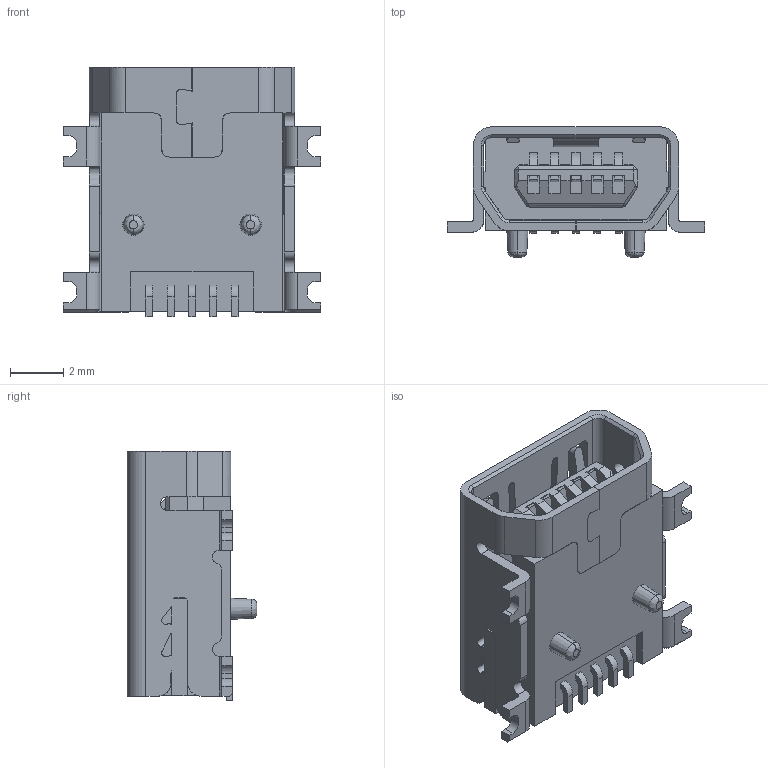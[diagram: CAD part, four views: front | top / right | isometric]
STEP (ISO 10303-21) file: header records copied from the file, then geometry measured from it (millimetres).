
FILE_DESCRIPTION (( 'STEP AP214' ), '1' );
FILE_NAME ('CUI_UJ2-MABH-4-SMT.step', '2018-11-20T20:57:21', ( '' ), ( '' ), 'SwSTEP 2.0', 'SolidWorks 2018', '' );
FILE_SCHEMA (( 'AUTOMOTIVE_DESIGN' ));
Length unit declared in the file: millimetre
Products named in the file (1): CUI_UJ2-MABH-4-SMT
Bounding box: 9.66 x 4.88 x 9.38 mm (x, y, z)
Volume: 181 mm3; surface area: 529.3 mm2
Topology: 1 solids, 1 shells, 522 faces, 1479 edges, 944 vertices
Faces by surface type: plane 325, cylinder 163, bspline 20, cone 14
Entity records: 18863 total; most frequent: CARTESIAN_POINT 3472, ORIENTED_EDGE 2958, DIRECTION 2735, EDGE_CURVE 1479, VECTOR 1097, LINE 1097, VERTEX_POINT 944, AXIS2_PLACEMENT_3D 819
